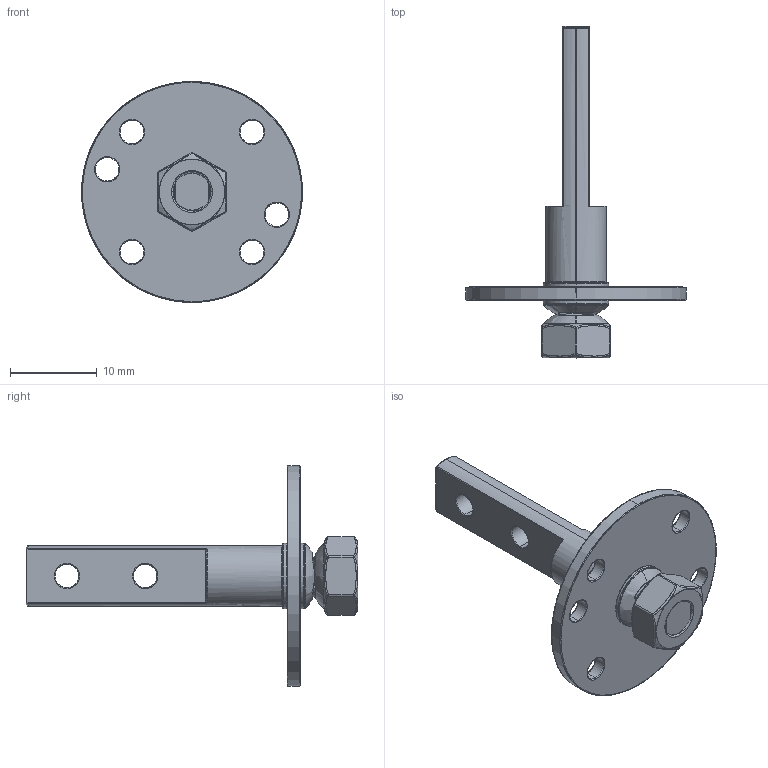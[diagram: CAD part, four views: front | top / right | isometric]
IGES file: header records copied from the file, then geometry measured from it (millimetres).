
Start section: SolidWorks IGES file using analytic representation for surfaces
Global section: file name: HGT-BXX-7DT-SP2.IGS; native system: SolidWorks 2016; preprocessor: SolidWorks 2016; author: death; date: 200610.143018; units: millimetre
Bounding box: 25.4 x 38.15 x 25.4 mm (x, y, z)
Surface area: 2447.3 mm2 (no closed solid volume)
Topology: 0 solids, 0 shells, 364 faces, 3244 edges, 3244 vertices
Faces by surface type: bspline 237, revolution 127
